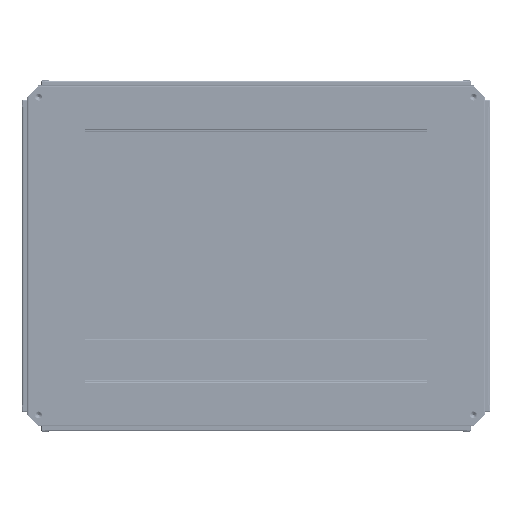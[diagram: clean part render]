
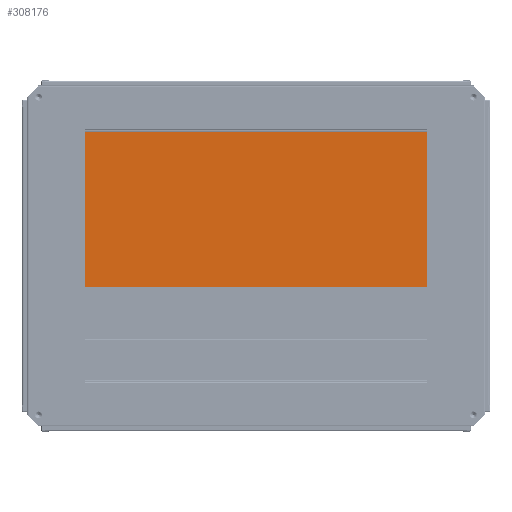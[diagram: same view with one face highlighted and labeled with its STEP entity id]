
A CAD part, front view. The second image highlights one B-rep face of the part: STEP entity #308176.
In plain terms, the highlighted planar face has unit normal (0, -1, 0).
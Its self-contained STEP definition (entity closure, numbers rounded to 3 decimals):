
#22 = EDGE_CURVE ( 'NONE', #416229, #335346, #256045, .T. ) ;
#312 = EDGE_CURVE ( 'NONE', #424424, #201924, #288070, .T. ) ;
#314 = CARTESIAN_POINT ( 'NONE',  ( 292., 18., -54.791 ) ) ;
#2786 = LINE ( 'NONE', #125417, #417943 ) ;
#13583 = PLANE ( 'NONE',  #382976 ) ;
#19407 = VERTEX_POINT ( 'NONE', #136220 ) ;
#22721 = CARTESIAN_POINT ( 'NONE',  ( 308., 18., 215. ) ) ;
#23681 = CARTESIAN_POINT ( 'NONE',  ( -308., 18., 215. ) ) ;
#30459 = CARTESIAN_POINT ( 'NONE',  ( 308., 18., -55. ) ) ;
#30636 = EDGE_CURVE ( 'NONE', #444261, #231530, #212374, .T. ) ;
#43366 = VECTOR ( 'NONE', #436298, 1000. ) ;
#47819 = CARTESIAN_POINT ( 'NONE',  ( 308., 18., -55. ) ) ;
#56467 = VERTEX_POINT ( 'NONE', #314 ) ;
#58371 = DIRECTION ( 'NONE',  ( 0., 0., 1. ) ) ;
#63318 = CARTESIAN_POINT ( 'NONE',  ( 308., 18., 215. ) ) ;
#65726 = EDGE_CURVE ( 'NONE', #80721, #56467, #435999, .T. ) ;
#66820 = EDGE_CURVE ( 'NONE', #135008, #190836, #300713, .T. ) ;
#74912 = VECTOR ( 'NONE', #298486, 1000. ) ;
#80721 = VERTEX_POINT ( 'NONE', #148837 ) ;
#87828 = VECTOR ( 'NONE', #58371, 1000. ) ;
#90533 = VECTOR ( 'NONE', #340544, 1000. ) ;
#92467 = VECTOR ( 'NONE', #152263, 1000. ) ;
#102012 = EDGE_CURVE ( 'NONE', #19407, #437328, #227289, .T. ) ;
#102371 = EDGE_CURVE ( 'NONE', #437328, #80721, #119612, .T. ) ;
#106020 = VERTEX_POINT ( 'NONE', #202842 ) ;
#116328 = CARTESIAN_POINT ( 'NONE',  ( 292., 18., -52.5 ) ) ;
#117392 = ORIENTED_EDGE ( 'NONE', *, *, #66820, .F. ) ;
#117508 = CARTESIAN_POINT ( 'NONE',  ( 0., 18., 80. ) ) ;
#119612 = LINE ( 'NONE', #47819, #238122 ) ;
#123044 = VECTOR ( 'NONE', #247085, 1000. ) ;
#125417 = CARTESIAN_POINT ( 'NONE',  ( 308., 18., 215. ) ) ;
#125700 = VERTEX_POINT ( 'NONE', #283651 ) ;
#127377 = CARTESIAN_POINT ( 'NONE',  ( -292., 18., 215. ) ) ;
#135008 = VERTEX_POINT ( 'NONE', #410743 ) ;
#136220 = CARTESIAN_POINT ( 'NONE',  ( 308., 18., 215. ) ) ;
#139675 = LINE ( 'NONE', #186273, #425503 ) ;
#141877 = DIRECTION ( 'NONE',  ( -1., 0., 0. ) ) ;
#146575 = VECTOR ( 'NONE', #348519, 1000. ) ;
#147576 = CARTESIAN_POINT ( 'NONE',  ( -292., 18., -52.5 ) ) ;
#147945 = VECTOR ( 'NONE', #203485, 1000. ) ;
#148021 = DIRECTION ( 'NONE',  ( -1., 0., 0. ) ) ;
#148623 = EDGE_CURVE ( 'NONE', #201924, #19407, #2786, .T. ) ;
#148837 = CARTESIAN_POINT ( 'NONE',  ( 292., 18., -55. ) ) ;
#152263 = DIRECTION ( 'NONE',  ( 0., 0., -1. ) ) ;
#169545 = DIRECTION ( 'NONE',  ( 0., 0., 1. ) ) ;
#173599 = CARTESIAN_POINT ( 'NONE',  ( 292., 18., 212.5 ) ) ;
#182652 = EDGE_LOOP ( 'NONE', ( #445757, #319765, #338561, #325400, #329757, #325466, #395832, #353415, #389799, #379116, #300500, #281627, #308978, #333567, #117392, #366743 ) ) ;
#186273 = CARTESIAN_POINT ( 'NONE',  ( 292., 18., 212.5 ) ) ;
#190836 = VERTEX_POINT ( 'NONE', #173599 ) ;
#193867 = EDGE_CURVE ( 'NONE', #125700, #264540, #269561, .T. ) ;
#197504 = CARTESIAN_POINT ( 'NONE',  ( -292., 18., 215. ) ) ;
#199772 = CARTESIAN_POINT ( 'NONE',  ( 292., 18., 215. ) ) ;
#201924 = VERTEX_POINT ( 'NONE', #199772 ) ;
#202842 = CARTESIAN_POINT ( 'NONE',  ( -308., 18., 215. ) ) ;
#203485 = DIRECTION ( 'NONE',  ( 0., 0., 1. ) ) ;
#205788 = CARTESIAN_POINT ( 'NONE',  ( -292., 18., 214.791 ) ) ;
#208328 = CARTESIAN_POINT ( 'NONE',  ( 292., 18., -55. ) ) ;
#212374 = LINE ( 'NONE', #348415, #314929 ) ;
#216452 = VECTOR ( 'NONE', #403877, 1000. ) ;
#218047 = EDGE_CURVE ( 'NONE', #264540, #135008, #359480, .T. ) ;
#223938 = DIRECTION ( 'NONE',  ( 0., 0., 1. ) ) ;
#225753 = LINE ( 'NONE', #22721, #74912 ) ;
#227289 = LINE ( 'NONE', #63318, #216452 ) ;
#231530 = VERTEX_POINT ( 'NONE', #354493 ) ;
#232129 = DIRECTION ( 'NONE',  ( 0., 0., -1. ) ) ;
#238122 = VECTOR ( 'NONE', #392962, 1000. ) ;
#240099 = VECTOR ( 'NONE', #148021, 1000. ) ;
#246890 = CARTESIAN_POINT ( 'NONE',  ( -292., 18., -55. ) ) ;
#247085 = DIRECTION ( 'NONE',  ( 0., 0., -1. ) ) ;
#254285 = CARTESIAN_POINT ( 'NONE',  ( 292., 18., 214.791 ) ) ;
#256045 = LINE ( 'NONE', #116328, #240099 ) ;
#264540 = VERTEX_POINT ( 'NONE', #205788 ) ;
#269561 = LINE ( 'NONE', #127377, #43366 ) ;
#270589 = CARTESIAN_POINT ( 'NONE',  ( 292., 18., -55. ) ) ;
#273241 = EDGE_CURVE ( 'NONE', #56467, #416229, #405657, .T. ) ;
#274652 = DIRECTION ( 'NONE',  ( 1., 0., 0. ) ) ;
#279205 = CARTESIAN_POINT ( 'NONE',  ( 292., 18., -52.5 ) ) ;
#281627 = ORIENTED_EDGE ( 'NONE', *, *, #148623, .F. ) ;
#283651 = CARTESIAN_POINT ( 'NONE',  ( -292., 18., 215. ) ) ;
#288070 = LINE ( 'NONE', #310470, #147945 ) ;
#298486 = DIRECTION ( 'NONE',  ( 1., 0., 0. ) ) ;
#300500 = ORIENTED_EDGE ( 'NONE', *, *, #102012, .F. ) ;
#300713 = LINE ( 'NONE', #445970, #90533 ) ;
#305469 = VECTOR ( 'NONE', #232129, 1000. ) ;
#308176 = ADVANCED_FACE ( 'NONE', ( #311443 ), #13583, .F. ) ;
#308978 = ORIENTED_EDGE ( 'NONE', *, *, #312, .F. ) ;
#310470 = CARTESIAN_POINT ( 'NONE',  ( 292., 18., 212.5 ) ) ;
#311443 = FACE_OUTER_BOUND ( 'NONE', #182652, .T. ) ;
#314929 = VECTOR ( 'NONE', #141877, 1000. ) ;
#317786 = EDGE_CURVE ( 'NONE', #106020, #125700, #225753, .T. ) ;
#319765 = ORIENTED_EDGE ( 'NONE', *, *, #317786, .F. ) ;
#324007 = DIRECTION ( 'NONE',  ( 0., 1., 0. ) ) ;
#324266 = EDGE_CURVE ( 'NONE', #231530, #106020, #379265, .T. ) ;
#325400 = ORIENTED_EDGE ( 'NONE', *, *, #30636, .F. ) ;
#325466 = ORIENTED_EDGE ( 'NONE', *, *, #444270, .F. ) ;
#329757 = ORIENTED_EDGE ( 'NONE', *, *, #346269, .F. ) ;
#331600 = CARTESIAN_POINT ( 'NONE',  ( -292., 18., -54.791 ) ) ;
#333567 = ORIENTED_EDGE ( 'NONE', *, *, #348936, .F. ) ;
#335346 = VERTEX_POINT ( 'NONE', #421156 ) ;
#338561 = ORIENTED_EDGE ( 'NONE', *, *, #324266, .F. ) ;
#340544 = DIRECTION ( 'NONE',  ( 1., 0., 0. ) ) ;
#346269 = EDGE_CURVE ( 'NONE', #412305, #444261, #442766, .T. ) ;
#348415 = CARTESIAN_POINT ( 'NONE',  ( 308., 18., -55. ) ) ;
#348519 = DIRECTION ( 'NONE',  ( 0., 0., 1. ) ) ;
#348936 = EDGE_CURVE ( 'NONE', #190836, #424424, #139675, .T. ) ;
#353415 = ORIENTED_EDGE ( 'NONE', *, *, #273241, .F. ) ;
#354493 = CARTESIAN_POINT ( 'NONE',  ( -308., 18., -55. ) ) ;
#359480 = LINE ( 'NONE', #197504, #305469 ) ;
#366743 = ORIENTED_EDGE ( 'NONE', *, *, #218047, .F. ) ;
#379116 = ORIENTED_EDGE ( 'NONE', *, *, #102371, .F. ) ;
#379265 = LINE ( 'NONE', #23681, #87828 ) ;
#382976 = AXIS2_PLACEMENT_3D ( 'NONE', #117508, #324007, #429453 ) ;
#389799 = ORIENTED_EDGE ( 'NONE', *, *, #65726, .F. ) ;
#390458 = CARTESIAN_POINT ( 'NONE',  ( -292., 18., -52.5 ) ) ;
#392962 = DIRECTION ( 'NONE',  ( -1., 0., 0. ) ) ;
#395832 = ORIENTED_EDGE ( 'NONE', *, *, #22, .F. ) ;
#398393 = VECTOR ( 'NONE', #169545, 1000. ) ;
#403706 = LINE ( 'NONE', #147576, #123044 ) ;
#403877 = DIRECTION ( 'NONE',  ( 0., 0., -1. ) ) ;
#405657 = LINE ( 'NONE', #208328, #146575 ) ;
#410743 = CARTESIAN_POINT ( 'NONE',  ( -292., 18., 212.5 ) ) ;
#412305 = VERTEX_POINT ( 'NONE', #331600 ) ;
#416229 = VERTEX_POINT ( 'NONE', #279205 ) ;
#417943 = VECTOR ( 'NONE', #274652, 1000. ) ;
#421156 = CARTESIAN_POINT ( 'NONE',  ( -292., 18., -52.5 ) ) ;
#424424 = VERTEX_POINT ( 'NONE', #254285 ) ;
#425503 = VECTOR ( 'NONE', #223938, 1000. ) ;
#429453 = DIRECTION ( 'NONE',  ( 0., 0., 1. ) ) ;
#435999 = LINE ( 'NONE', #270589, #398393 ) ;
#436298 = DIRECTION ( 'NONE',  ( 0., 0., -1. ) ) ;
#437328 = VERTEX_POINT ( 'NONE', #30459 ) ;
#442766 = LINE ( 'NONE', #390458, #92467 ) ;
#444261 = VERTEX_POINT ( 'NONE', #246890 ) ;
#444270 = EDGE_CURVE ( 'NONE', #335346, #412305, #403706, .T. ) ;
#445757 = ORIENTED_EDGE ( 'NONE', *, *, #193867, .F. ) ;
#445970 = CARTESIAN_POINT ( 'NONE',  ( -292., 18., 212.5 ) ) ;
